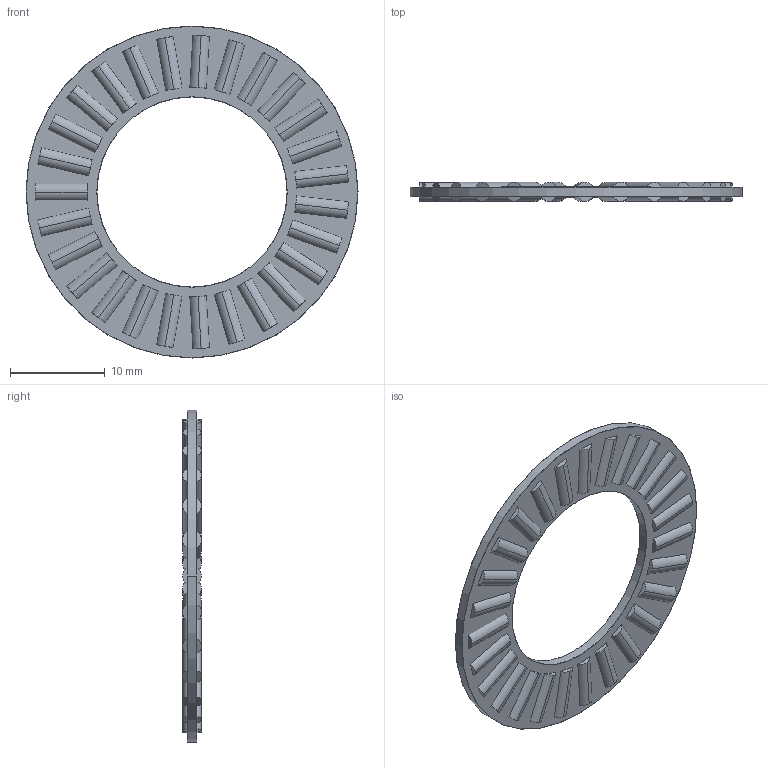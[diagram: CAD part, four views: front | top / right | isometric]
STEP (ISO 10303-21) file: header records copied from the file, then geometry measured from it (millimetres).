
FILE_DESCRIPTION (( 'STEP AP203' ), '1' );
FILE_NAME ('5909K15_Needle-Roller Thrust Bearing.STEP', '2022-04-27T18:35:28', ( 'Administrator' ), ( 'Managed by Terraform' ), 'SwSTEP 2.0', 'SolidWorks 2017', '' );
FILE_SCHEMA (( 'CONFIG_CONTROL_DESIGN' ));
Length unit declared in the file: millimetre
Products named in the file (1): 5909K15_Needle-Roller Thrust Bearing
Bounding box: 35 x 2 x 35 mm (x, y, z)
Volume: 828.4 mm3; surface area: 2463.3 mm2
Topology: 28 solids, 28 shells, 257 faces, 595 edges, 394 vertices
Faces by surface type: cylinder 139, plane 110, torus 8
Entity records: 7554 total; most frequent: DIRECTION 1405, CARTESIAN_POINT 1247, ORIENTED_EDGE 1190, EDGE_CURVE 595, AXIS2_PLACEMENT_3D 552, VERTEX_POINT 394, EDGE_LOOP 313, LINE 301
